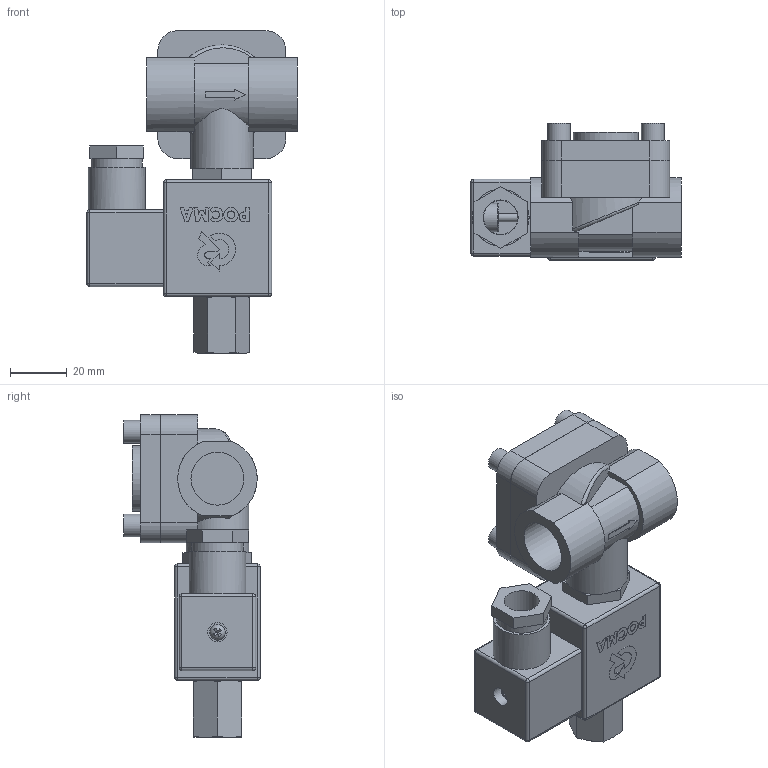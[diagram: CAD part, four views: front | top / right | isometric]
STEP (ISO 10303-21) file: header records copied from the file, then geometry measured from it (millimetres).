
FILE_DESCRIPTION(/* description */ ('СК-21-15-ВД'),/* implementation_level */ '2;1');
FILE_NAME(/* name */ 'СК-21-15-ВД.stp',/* time_stamp */ '2023-03-10T13:23:45+03:00',/* author */ ('Tech'),/* organization */ (''),/* preprocessor_version */ 'ST-DEVELOPER v18.1',/* originating_system */ 'Autodesk Inventor 2021',/* authorisation */ '');
FILE_SCHEMA (('AUTOMOTIVE_DESIGN { 1 0 10303 214 3 1 1 }'));
Length unit declared in the file: millimetre
Products named in the file (1): СК-21-15-ВД
Bounding box: 74 x 48.1 x 113.5 mm (x, y, z)
Volume: 100178.4 mm3; surface area: 41817.1 mm2
Topology: 3 solids, 3 shells, 347 faces, 871 edges, 567 vertices
Faces by surface type: plane 223, cylinder 92, cone 14, sphere 13, bspline 3, torus 2
Full cylindrical faces by diameter (mm): 2.584 x1, 3 x2, 4.5 x1, 5.115 x1, 5.5 x2, 6.8 x1, 8 x4, 10 x1, 10.25 x1, 12 x2, 12.3 x1, 13 x1, 16.5 x2, 16.7 x1, 18 x1, 18.631 x2, 20 x1, 22 x1, 23 x1
Entity records: 10645 total; most frequent: CARTESIAN_POINT 2140, DIRECTION 1772, ORIENTED_EDGE 1740, EDGE_CURVE 870, AXIS2_PLACEMENT_3D 617, VERTEX_POINT 567, LINE 538, VECTOR 538
